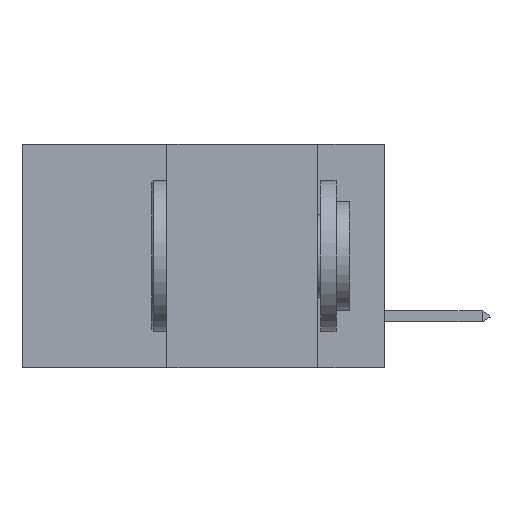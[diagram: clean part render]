
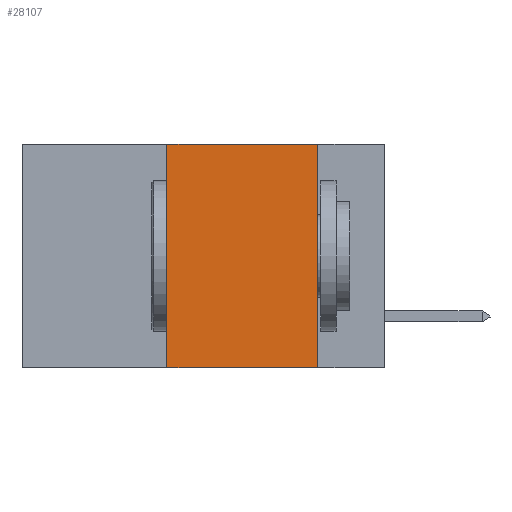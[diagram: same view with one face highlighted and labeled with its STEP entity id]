
A CAD part, left-side view. The second image highlights one B-rep face of the part: STEP entity #28107.
In plain terms, the highlighted planar face has unit normal (-1, 0, 0).
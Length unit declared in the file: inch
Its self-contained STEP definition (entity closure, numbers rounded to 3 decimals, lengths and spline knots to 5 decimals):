
#1898 = CARTESIAN_POINT ( 'NONE',  ( 0., 0.36, 0. ) ) ;
#3545 = CARTESIAN_POINT ( 'NONE',  ( 0., 0.6, 0. ) ) ;
#3651 = EDGE_CURVE ( 'NONE', #5345, #29662, #30315, .T. ) ;
#5345 = VERTEX_POINT ( 'NONE', #27842 ) ;
#5801 = VECTOR ( 'NONE', #27064, 39.37008 ) ;
#6410 = VECTOR ( 'NONE', #21729, 39.37008 ) ;
#7816 = CARTESIAN_POINT ( 'NONE',  ( 0., 0.6, 0. ) ) ;
#7871 = CARTESIAN_POINT ( 'NONE',  ( 0., 0.6, -0.37 ) ) ;
#8300 = VECTOR ( 'NONE', #21455, 39.37008 ) ;
#11633 = CARTESIAN_POINT ( 'NONE',  ( 0., 0.36, -0.37 ) ) ;
#11718 = CARTESIAN_POINT ( 'NONE',  ( 0., 0.11, -0.37 ) ) ;
#12347 = DIRECTION ( 'NONE',  ( 1., 0., 0. ) ) ;
#12399 = AXIS2_PLACEMENT_3D ( 'NONE', #3545, #12347, #23142 ) ;
#14991 = ORIENTED_EDGE ( 'NONE', *, *, #15089, .F. ) ;
#15089 = EDGE_CURVE ( 'NONE', #32823, #5345, #22420, .T. ) ;
#15385 = ORIENTED_EDGE ( 'NONE', *, *, #22232, .F. ) ;
#18020 = VECTOR ( 'NONE', #28098, 39.37008 ) ;
#20180 = EDGE_CURVE ( 'NONE', #27966, #29662, #35475, .T. ) ;
#20197 = CARTESIAN_POINT ( 'NONE',  ( 0., 0.11, 0. ) ) ;
#21418 = FACE_OUTER_BOUND ( 'NONE', #25351, .T. ) ;
#21455 = DIRECTION ( 'NONE',  ( 0., -1., 0. ) ) ;
#21729 = DIRECTION ( 'NONE',  ( 0., 0., 1. ) ) ;
#22232 = EDGE_CURVE ( 'NONE', #27966, #32823, #25227, .T. ) ;
#22420 = LINE ( 'NONE', #7816, #5801 ) ;
#23142 = DIRECTION ( 'NONE',  ( 0., 0., -1. ) ) ;
#25227 = LINE ( 'NONE', #1898, #6410 ) ;
#25351 = EDGE_LOOP ( 'NONE', ( #35897, #14991, #15385, #35326 ) ) ;
#27064 = DIRECTION ( 'NONE',  ( 0., -1., 0. ) ) ;
#27842 = CARTESIAN_POINT ( 'NONE',  ( 0., 0.11, 0. ) ) ;
#27966 = VERTEX_POINT ( 'NONE', #11633 ) ;
#28098 = DIRECTION ( 'NONE',  ( 0., 0., -1. ) ) ;
#28107 = ADVANCED_FACE ( 'NONE', ( #21418 ), #28797, .F. ) ;
#28797 = PLANE ( 'NONE',  #12399 ) ;
#29662 = VERTEX_POINT ( 'NONE', #11718 ) ;
#30315 = LINE ( 'NONE', #20197, #18020 ) ;
#30518 = CARTESIAN_POINT ( 'NONE',  ( 0., 0.36, 0. ) ) ;
#32823 = VERTEX_POINT ( 'NONE', #30518 ) ;
#35326 = ORIENTED_EDGE ( 'NONE', *, *, #20180, .T. ) ;
#35475 = LINE ( 'NONE', #7871, #8300 ) ;
#35897 = ORIENTED_EDGE ( 'NONE', *, *, #3651, .F. ) ;
